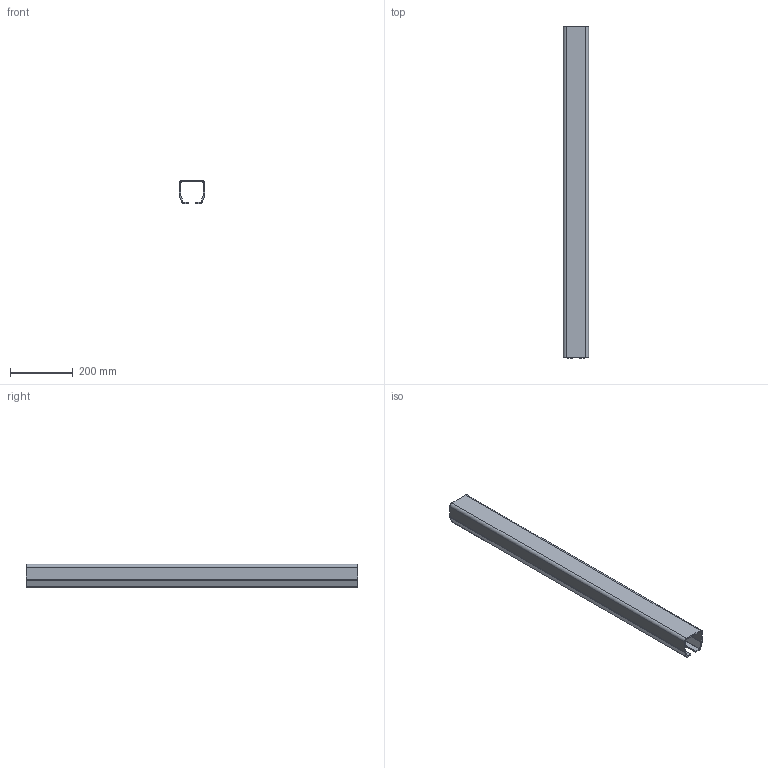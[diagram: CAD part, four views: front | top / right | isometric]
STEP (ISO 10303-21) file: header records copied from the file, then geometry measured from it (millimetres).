
FILE_DESCRIPTION(('STEP AP214'),'1');
FILE_NAME('PMH Profilskena 6.stp','2013-08-01T06:59:20',(' '),(' '),'Spatial InterOp 3D',' ',' ');
FILE_SCHEMA(('automotive_design'));
Length unit declared in the file: millimetre
Products named in the file (2): PMH Profilskena 6; Part8
Assembly tree (1 placements, depth 2):
  PMH Profilskena 6
    Part8
Bounding box: 80 x 1055.72 x 75 mm (x, y, z)
Volume: 1179485.4 mm3; surface area: 535951.7 mm2
Topology: 1 solids, 1 shells, 30 faces, 84 edges, 56 vertices
Faces by surface type: plane 18, cylinder 12
Entity records: 1255 total; most frequent: CARTESIAN_POINT 172, DIRECTION 172, ORIENTED_EDGE 168, EDGE_CURVE 84, LINE 60, VECTOR 60, AXIS2_PLACEMENT_3D 56, VERTEX_POINT 56
